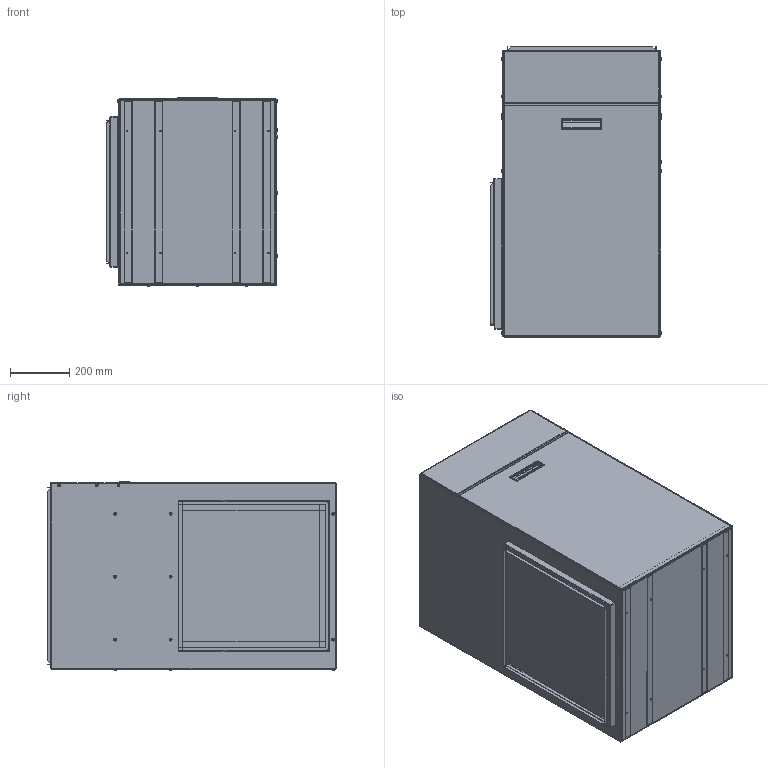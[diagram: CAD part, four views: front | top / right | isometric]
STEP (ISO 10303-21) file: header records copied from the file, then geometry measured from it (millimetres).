
FILE_DESCRIPTION (( 'STEP AP214' ), '1' );
FILE_NAME ('VTH 4.STEP', '2019-09-19T17:24:34', ( '' ), ( '' ), 'SwSTEP 2.0', 'SolidWorks 2019', '' );
FILE_SCHEMA (( 'AUTOMOTIVE_DESIGN' ));
Length unit declared in the file: inch
Products named in the file (1): VTH 4
Bounding box: 578.78 x 978.93 x 635.61 mm (x, y, z)
Volume: 2740798.1 mm3; surface area: 6396766.3 mm2
Topology: 40 solids, 40 shells, 2763 faces, 6402 edges, 3785 vertices
Faces by surface type: plane 1231, cone 713, cylinder 664, bspline 124, torus 31
Full cylindrical faces by diameter (mm): 3.566 x341, 3.572 x8, 3.969 x12, 4.826 x31, 5.159 x4, 5.16 x37, 9.474 x31, 9.525 x2, 12.7 x3
Entity records: 112000 total; most frequent: CARTESIAN_POINT 17876, DIRECTION 11716, ORIENTED_EDGE 10436, EDGE_CURVE 5218, AXIS2_PLACEMENT_3D 4258, EDGE_LOOP 4142, VERTEX_POINT 3752, FACE_OUTER_BOUND 3263
